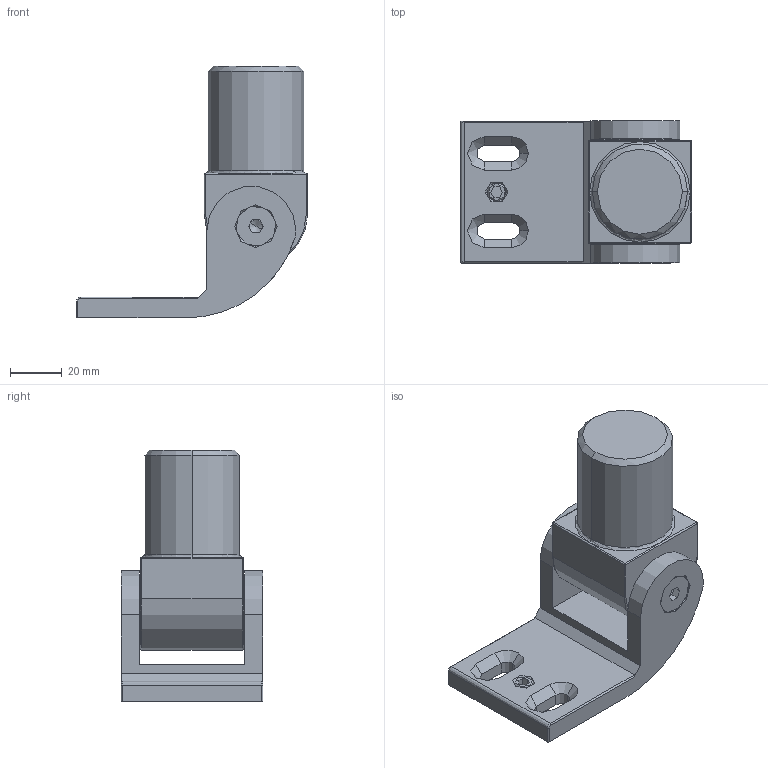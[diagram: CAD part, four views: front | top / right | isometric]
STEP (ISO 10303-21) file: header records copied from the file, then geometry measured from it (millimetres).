
FILE_DESCRIPTION (( 'STEP AP203' ), '1' );
FILE_NAME ('180-SM-AT90-S.STEP', '2021-04-06T09:29:25', ( '' ), ( '' ), 'SwSTEP 2.0', 'SolidWorks 2018', '' );
FILE_SCHEMA (( 'CONFIG_CONTROL_DESIGN' ));
Length unit declared in the file: millimetre
Products named in the file (16): Teil3; 180-SM-AT90-S; Teil2_180-SM-AT90-S Teil2; DIN914; Teil2; Teil1; Teil1_180-SM-AT90-S Teil1; DIN914_DIN 914 M8x8; Teil4; DIN-7991 M3-M10; Teil4_180-SM-AT90 Teil4; Teil3_180-SM-AT90 Teil3; DIN-7991 M3-M10_DIN7991 M8x18
Assembly tree (11 placements, depth 2):
  Teil3
  180-SM-AT90-S
    DIN914
    DIN-7991 M3-M10
    DIN-7991 M3-M10
  Teil3
  Teil2
  Teil1
Bounding box: 89.5 x 55 x 97.5 mm (x, y, z)
Volume: 141364.7 mm3; surface area: 41750.6 mm2
Topology: 12 solids, 12 shells, 591 faces, 1439 edges, 904 vertices
Faces by surface type: plane 241, bspline 142, cylinder 88, torus 70, cone 46, sphere 4
Entity records: 25050 total; most frequent: CARTESIAN_POINT 11904, ORIENTED_EDGE 2564, DIRECTION 2054, EDGE_CURVE 1282, VERTEX_POINT 815, VECTOR 730, LINE 730, AXIS2_PLACEMENT_3D 662
